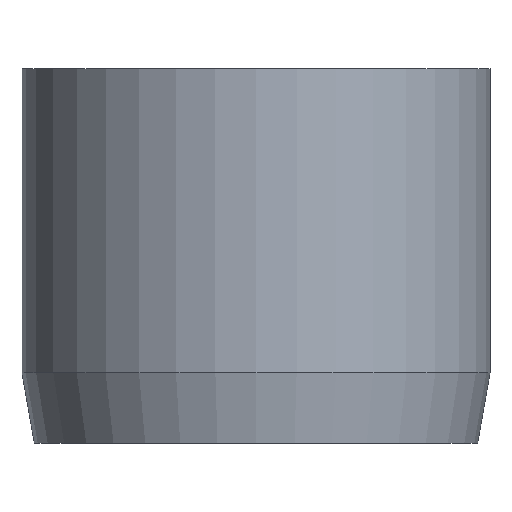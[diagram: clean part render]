
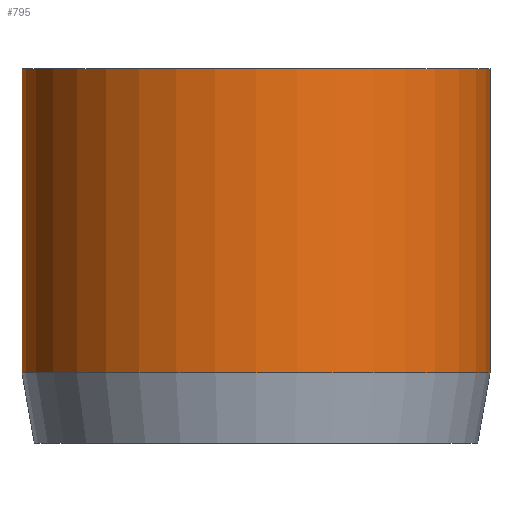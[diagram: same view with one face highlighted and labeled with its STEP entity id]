
A CAD part, front view. The second image highlights one B-rep face of the part: STEP entity #795.
In plain terms, the highlighted cylindrical face has radius 5 mm (diameter 10 mm), a partial arc.
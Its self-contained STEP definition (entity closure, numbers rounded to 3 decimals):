
#64 = CARTESIAN_POINT ( 'NONE',  ( 0., 0., 8. ) ) ;
#113 = CARTESIAN_POINT ( 'NONE',  ( 0., 0., 8. ) ) ;
#138 = CARTESIAN_POINT ( 'NONE',  ( -5., 0., 8. ) ) ;
#206 = CIRCLE ( 'NONE', #1088, 5. ) ;
#331 = VECTOR ( 'NONE', #501, 1000. ) ;
#373 = LINE ( 'NONE', #954, #331 ) ;
#374 = DIRECTION ( 'NONE',  ( 0., 0., 1. ) ) ;
#383 = CARTESIAN_POINT ( 'NONE',  ( -5., 0., 1.5 ) ) ;
#412 = AXIS2_PLACEMENT_3D ( 'NONE', #64, #998, #456 ) ;
#456 = DIRECTION ( 'NONE',  ( 1., 0., 0. ) ) ;
#501 = DIRECTION ( 'NONE',  ( 0., 0., -1. ) ) ;
#542 = ORIENTED_EDGE ( 'NONE', *, *, #947, .F. ) ;
#549 = ORIENTED_EDGE ( 'NONE', *, *, #901, .F. ) ;
#586 = CARTESIAN_POINT ( 'NONE',  ( -5., 0., 8. ) ) ;
#652 = DIRECTION ( 'NONE',  ( -1., 0., 0. ) ) ;
#679 = CARTESIAN_POINT ( 'NONE',  ( 5., 0., 1.5 ) ) ;
#685 = DIRECTION ( 'NONE',  ( 0., 0., -1. ) ) ;
#686 = ORIENTED_EDGE ( 'NONE', *, *, #979, .T. ) ;
#795 = ADVANCED_FACE ( 'NONE', ( #1167 ), #887, .T. ) ;
#806 = CIRCLE ( 'NONE', #412, 5. ) ;
#828 = EDGE_LOOP ( 'NONE', ( #549, #542, #1174, #686 ) ) ;
#830 = LINE ( 'NONE', #586, #1054 ) ;
#836 = DIRECTION ( 'NONE',  ( 0., 0., -1. ) ) ;
#887 = CYLINDRICAL_SURFACE ( 'NONE', #1055, 5. ) ;
#901 = EDGE_CURVE ( 'NONE', #984, #1107, #373, .T. ) ;
#906 = EDGE_CURVE ( 'NONE', #1104, #1038, #830, .T. ) ;
#921 = CARTESIAN_POINT ( 'NONE',  ( 0., 0., 1.5 ) ) ;
#947 = EDGE_CURVE ( 'NONE', #1104, #984, #806, .T. ) ;
#954 = CARTESIAN_POINT ( 'NONE',  ( 5., 0., 8. ) ) ;
#979 = EDGE_CURVE ( 'NONE', #1038, #1107, #206, .T. ) ;
#984 = VERTEX_POINT ( 'NONE', #1013 ) ;
#998 = DIRECTION ( 'NONE',  ( 0., 0., 1. ) ) ;
#1013 = CARTESIAN_POINT ( 'NONE',  ( 5., 0., 8. ) ) ;
#1019 = DIRECTION ( 'NONE',  ( 1., 0., 0. ) ) ;
#1038 = VERTEX_POINT ( 'NONE', #383 ) ;
#1054 = VECTOR ( 'NONE', #685, 1000. ) ;
#1055 = AXIS2_PLACEMENT_3D ( 'NONE', #113, #836, #652 ) ;
#1088 = AXIS2_PLACEMENT_3D ( 'NONE', #921, #374, #1019 ) ;
#1104 = VERTEX_POINT ( 'NONE', #138 ) ;
#1107 = VERTEX_POINT ( 'NONE', #679 ) ;
#1167 = FACE_OUTER_BOUND ( 'NONE', #828, .T. ) ;
#1174 = ORIENTED_EDGE ( 'NONE', *, *, #906, .T. ) ;
